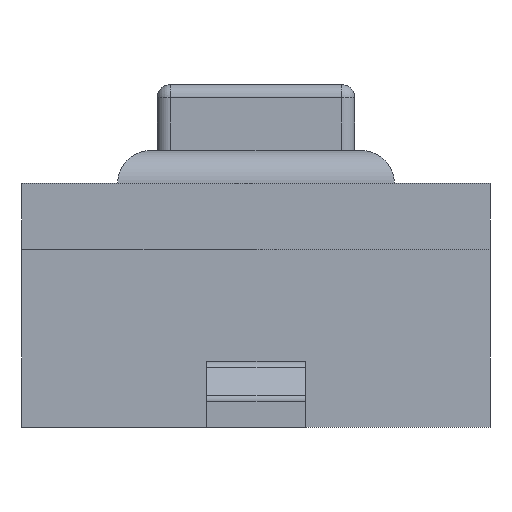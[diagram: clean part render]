
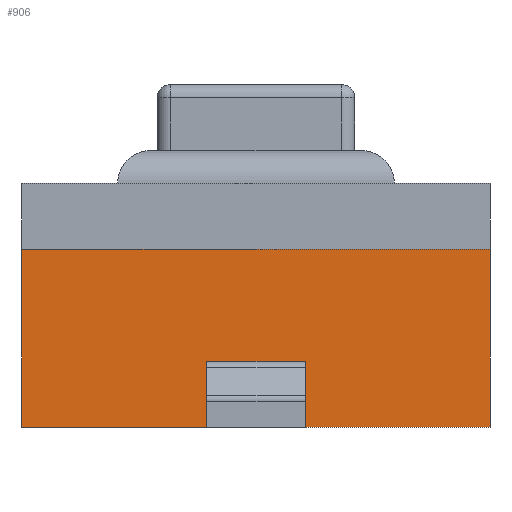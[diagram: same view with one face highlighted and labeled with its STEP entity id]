
A CAD part, left-side view. The second image highlights one B-rep face of the part: STEP entity #906.
In plain terms, the highlighted planar face has unit normal (-1, 0, 0).
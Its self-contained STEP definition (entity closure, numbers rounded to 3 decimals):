
#340 = VERTEX_POINT('',#341);
#341 = CARTESIAN_POINT('',(-3.,1.775,1.35));
#371 = VERTEX_POINT('',#372);
#372 = CARTESIAN_POINT('',(-3.,-1.775,1.35));
#380 = EDGE_CURVE('',#371,#340,#381,.T.);
#381 = LINE('',#382,#383);
#382 = CARTESIAN_POINT('',(-3.,-1.775,1.35));
#383 = VECTOR('',#384,1.);
#384 = DIRECTION('',(0.,1.,0.));
#879 = EDGE_CURVE('',#880,#340,#882,.T.);
#880 = VERTEX_POINT('',#881);
#881 = CARTESIAN_POINT('',(-3.,1.775,0.));
#882 = LINE('',#883,#884);
#883 = CARTESIAN_POINT('',(-3.,1.775,0.));
#884 = VECTOR('',#885,1.);
#885 = DIRECTION('',(0.,0.,1.));
#906 = ADVANCED_FACE('',(#907,#925),#959,.T.);
#907 = FACE_BOUND('',#908,.T.);
#908 = EDGE_LOOP('',(#909,#917,#918,#919));
#909 = ORIENTED_EDGE('',*,*,#910,.T.);
#910 = EDGE_CURVE('',#911,#371,#913,.T.);
#911 = VERTEX_POINT('',#912);
#912 = CARTESIAN_POINT('',(-3.,-1.775,0.));
#913 = LINE('',#914,#915);
#914 = CARTESIAN_POINT('',(-3.,-1.775,0.));
#915 = VECTOR('',#916,1.);
#916 = DIRECTION('',(0.,0.,1.));
#917 = ORIENTED_EDGE('',*,*,#380,.T.);
#918 = ORIENTED_EDGE('',*,*,#879,.F.);
#919 = ORIENTED_EDGE('',*,*,#920,.F.);
#920 = EDGE_CURVE('',#911,#880,#921,.T.);
#921 = LINE('',#922,#923);
#922 = CARTESIAN_POINT('',(-3.,-1.775,0.));
#923 = VECTOR('',#924,1.);
#924 = DIRECTION('',(0.,1.,0.));
#925 = FACE_BOUND('',#926,.T.);
#926 = EDGE_LOOP('',(#927,#937,#945,#953));
#927 = ORIENTED_EDGE('',*,*,#928,.F.);
#928 = EDGE_CURVE('',#929,#931,#933,.T.);
#929 = VERTEX_POINT('',#930);
#930 = CARTESIAN_POINT('',(-3.,0.375,0.3));
#931 = VERTEX_POINT('',#932);
#932 = CARTESIAN_POINT('',(-3.,-0.375,0.3));
#933 = LINE('',#934,#935);
#934 = CARTESIAN_POINT('',(-3.,0.375,0.3));
#935 = VECTOR('',#936,1.);
#936 = DIRECTION('',(0.,-1.,0.));
#937 = ORIENTED_EDGE('',*,*,#938,.T.);
#938 = EDGE_CURVE('',#929,#939,#941,.T.);
#939 = VERTEX_POINT('',#940);
#940 = CARTESIAN_POINT('',(-3.,0.375,0.5));
#941 = LINE('',#942,#943);
#942 = CARTESIAN_POINT('',(-3.,0.375,0.3));
#943 = VECTOR('',#944,1.);
#944 = DIRECTION('',(0.,0.,1.));
#945 = ORIENTED_EDGE('',*,*,#946,.T.);
#946 = EDGE_CURVE('',#939,#947,#949,.T.);
#947 = VERTEX_POINT('',#948);
#948 = CARTESIAN_POINT('',(-3.,-0.375,0.5));
#949 = LINE('',#950,#951);
#950 = CARTESIAN_POINT('',(-3.,0.375,0.5));
#951 = VECTOR('',#952,1.);
#952 = DIRECTION('',(0.,-1.,0.));
#953 = ORIENTED_EDGE('',*,*,#954,.F.);
#954 = EDGE_CURVE('',#931,#947,#955,.T.);
#955 = LINE('',#956,#957);
#956 = CARTESIAN_POINT('',(-3.,-0.375,0.3));
#957 = VECTOR('',#958,1.);
#958 = DIRECTION('',(0.,0.,1.));
#959 = PLANE('',#960);
#960 = AXIS2_PLACEMENT_3D('',#961,#962,#963);
#961 = CARTESIAN_POINT('',(-3.,-1.775,0.));
#962 = DIRECTION('',(-1.,0.,0.));
#963 = DIRECTION('',(0.,1.,0.));
